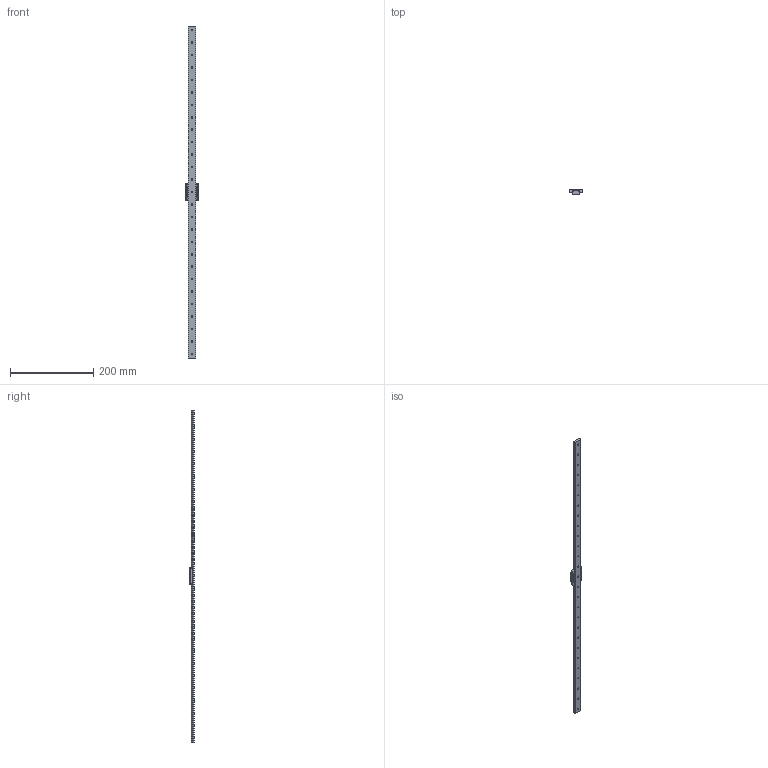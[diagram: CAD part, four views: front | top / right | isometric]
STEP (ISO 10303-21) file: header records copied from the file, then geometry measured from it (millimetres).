
FILE_DESCRIPTION (( 'STEP AP214' ), '1' );
FILE_NAME ('Linear-Guide-PE090800TRK1PCT-10-10-NSK.step', '2023-02-14T10:05:48', ( '' ), ( '' ), 'SwSTEP 2.0', 'SolidWorks 2010', '' );
FILE_SCHEMA (( 'AUTOMOTIVE_DESIGN' ));
Length unit declared in the file: millimetre
Products named in the file (6): Rail-P1E090800RKNPCT-10-10-NSK_Rail-P1E090800RKNPCT-10-10-NSK; Slider-PAE09TRS-NSK_Slider-PAE09TRS-NSK; End-Cap-PAE09TRS-NSK_End-Cap-PAE09TRS-NSK; End-Seal-PAE09TRS-NSK_End-Seal-PAE09TRS-NSK; Linear-Guide-PE090800TRK1PCT-10-10-NSK
Assembly tree (6 placements, depth 3):
  Linear-Guide-PE090800TRK1PCT-10-10-NSK
    Rail-P1E090800RKNPCT-10-10-NSK_Rail-P1E090800RKNPCT-10-10-NSK
    Slider-PAE09TRS-NSK_Slider-PAE09TRS-NSK
      Slider-PAE09TRS-NSK_Slider-PAE09TRS-NSK
      End-Seal-PAE09TRS-NSK_End-Seal-PAE09TRS-NSK  x2
      End-Cap-PAE09TRS-NSK_End-Cap-PAE09TRS-NSK
Bounding box: 30 x 12 x 800 mm (x, y, z)
Volume: 101161.5 mm3; surface area: 50795.9 mm2
Topology: 5 solids, 5 shells, 509 faces, 1306 edges, 828 vertices
Faces by surface type: plane 209, cylinder 176, cone 124
Entity records: 14467 total; most frequent: DIRECTION 2599, CARTESIAN_POINT 2427, ORIENTED_EDGE 2374, EDGE_CURVE 1187, AXIS2_PLACEMENT_3D 934, VERTEX_POINT 754, LINE 731, VECTOR 731
